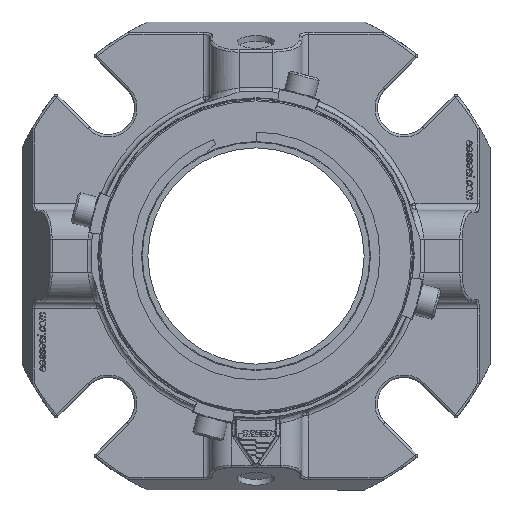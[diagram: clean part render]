
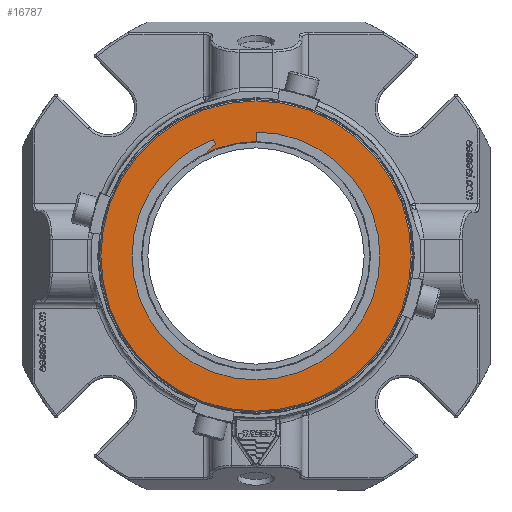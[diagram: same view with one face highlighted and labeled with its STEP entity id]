
A CAD part, left-side view. The second image highlights one B-rep face of the part: STEP entity #16787.
In plain terms, the highlighted planar face has unit normal (-1, 0, 0).
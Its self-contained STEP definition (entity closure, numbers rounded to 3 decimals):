
#1953=LINE('',#35027,#3001);
#1954=LINE('',#35032,#3002);
#3001=VECTOR('',#22657,1000.);
#3002=VECTOR('',#22660,1000.);
#3411=PLANE('',#18407);
#8321=ORIENTED_EDGE('',*,*,#10842,.F.);
#8322=ORIENTED_EDGE('',*,*,#10843,.F.);
#8323=ORIENTED_EDGE('',*,*,#10844,.T.);
#8324=ORIENTED_EDGE('',*,*,#10845,.T.);
#8325=ORIENTED_EDGE('',*,*,#10846,.F.);
#8326=ORIENTED_EDGE('',*,*,#10841,.T.);
#10841=EDGE_CURVE('',#12431,#12431,#13239,.T.);
#10842=EDGE_CURVE('',#12432,#12433,#1953,.T.);
#10843=EDGE_CURVE('',#12434,#12432,#13240,.T.);
#10844=EDGE_CURVE('',#12434,#12435,#1954,.T.);
#10845=EDGE_CURVE('',#12435,#12436,#13241,.T.);
#10846=EDGE_CURVE('',#12433,#12436,#13242,.T.);
#12431=VERTEX_POINT('',#35025);
#12432=VERTEX_POINT('',#35028);
#12433=VERTEX_POINT('',#35029);
#12434=VERTEX_POINT('',#35031);
#12435=VERTEX_POINT('',#35033);
#12436=VERTEX_POINT('',#35035);
#13239=CIRCLE('',#18406,64.58);
#13240=CIRCLE('',#18408,51.6);
#13241=CIRCLE('',#18409,6.35);
#13242=CIRCLE('',#18410,46.825);
#14339=EDGE_LOOP('',(#8321,#8322,#8323,#8324,#8325));
#14340=EDGE_LOOP('',(#8326));
#15457=FACE_BOUND('',#14339,.T.);
#15458=FACE_BOUND('',#14340,.T.);
#16787=ADVANCED_FACE('',(#15457,#15458),#3411,.T.);
#18406=AXIS2_PLACEMENT_3D('',#35024,#22653,#22654);
#18407=AXIS2_PLACEMENT_3D('',#35026,#22655,#22656);
#18408=AXIS2_PLACEMENT_3D('',#35030,#22658,#22659);
#18409=AXIS2_PLACEMENT_3D('',#35034,#22661,#22662);
#18410=AXIS2_PLACEMENT_3D('',#35036,#22663,#22664);
#22653=DIRECTION('',(-1.,0.,0.));
#22654=DIRECTION('',(0.,0.,1.));
#22655=DIRECTION('',(-1.,0.,0.));
#22656=DIRECTION('',(0.,0.,1.));
#22657=DIRECTION('',(0.,0.,-1.));
#22658=DIRECTION('',(-1.,0.,0.));
#22659=DIRECTION('',(0.,0.,1.));
#22660=DIRECTION('',(0.,-0.342,-0.94));
#22661=DIRECTION('',(-1.,0.,0.));
#22662=DIRECTION('',(0.,0.,1.));
#22663=DIRECTION('',(-1.,0.,0.));
#22664=DIRECTION('',(0.,0.,1.));
#35024=CARTESIAN_POINT('',(-103.505,0.,0.));
#35025=CARTESIAN_POINT('',(-103.505,0.,64.58));
#35026=CARTESIAN_POINT('',(-103.505,0.,-65.088));
#35027=CARTESIAN_POINT('',(-103.505,0.,0.));
#35028=CARTESIAN_POINT('',(-103.505,0.,51.6));
#35029=CARTESIAN_POINT('',(-103.505,0.,46.825));
#35030=CARTESIAN_POINT('',(-103.505,0.,0.));
#35031=CARTESIAN_POINT('',(-103.505,17.648,48.488));
#35032=CARTESIAN_POINT('',(-103.505,0.,0.));
#35033=CARTESIAN_POINT('',(-103.505,16.832,46.245));
#35034=CARTESIAN_POINT('',(-103.505,14.66,40.278));
#35035=CARTESIAN_POINT('',(-103.505,20.783,41.96));
#35036=CARTESIAN_POINT('',(-103.505,0.,0.));
